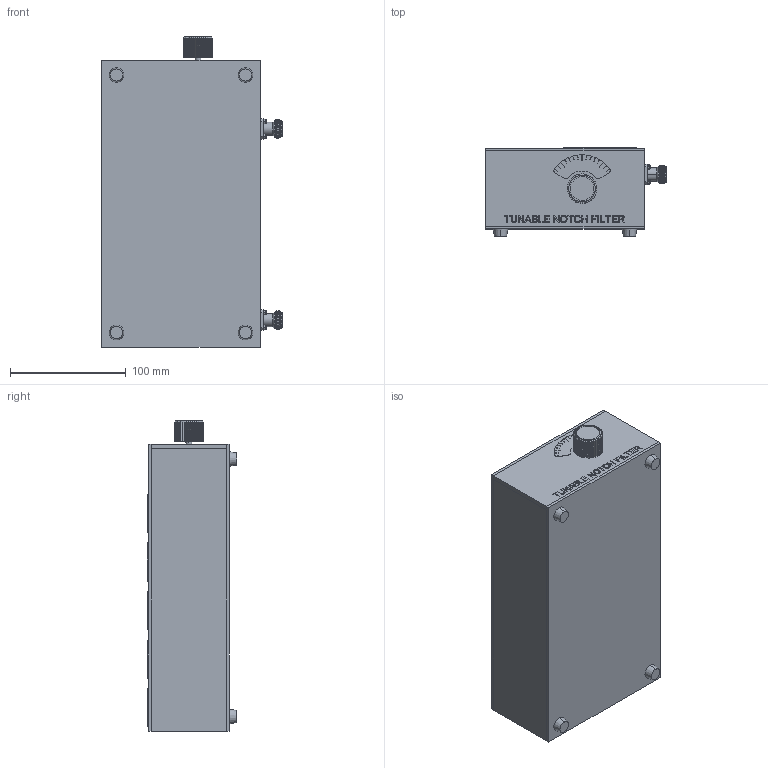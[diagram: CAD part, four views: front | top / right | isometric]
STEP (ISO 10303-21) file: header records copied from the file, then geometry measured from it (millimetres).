
FILE_DESCRIPTION (( 'STEP AP214' ), '1' );
FILE_NAME ('SBPF-0750-1500-05-N_3D.step', '2024-04-25T14:51:36', ( '' ), ( '' ), 'SwSTEP 2.0', 'SolidWorks 2022', '' );
FILE_SCHEMA (( 'AUTOMOTIVE_DESIGN' ));
Length unit declared in the file: inch
Products named in the file (1): SBPF-0750-1500-05-N_3D
Bounding box: 155.71 x 76.96 x 267.97 mm (x, y, z)
Volume: 2387530.2 mm3; surface area: 129521.4 mm2
Topology: 1 solids, 2 shells, 858 faces, 2167 edges, 1394 vertices
Faces by surface type: plane 518, cone 167, cylinder 127, bspline 46
Entity records: 31223 total; most frequent: CARTESIAN_POINT 10901, ORIENTED_EDGE 4334, DIRECTION 3967, EDGE_CURVE 2167, LINE 1415, VECTOR 1415, VERTEX_POINT 1394, AXIS2_PLACEMENT_3D 1276
